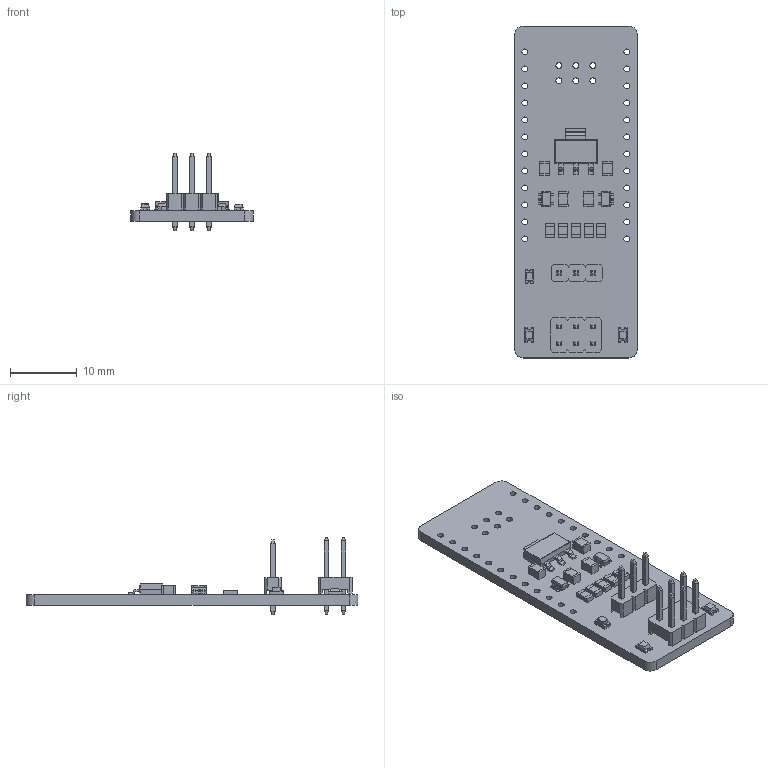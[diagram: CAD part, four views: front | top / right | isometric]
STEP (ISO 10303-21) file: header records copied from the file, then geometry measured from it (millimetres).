
FILE_DESCRIPTION(('Open CASCADE Model'),'2;1');
FILE_NAME('Open CASCADE Shape Model','2019-08-04T10:19:29',('Author'),( 'Open CASCADE'),'Open CASCADE STEP processor 6.8','Open CASCADE 6.8' ,'Unknown');
FILE_SCHEMA(('AUTOMOTIVE_DESIGN { 1 0 10303 214 1 1 1 1 }'));
Length unit declared in the file: millimetre
Products named in the file (27): PCB; Board; R3; RES_0805_(2012_metric); R4; R5; R2; R1; J2; Header-male-straight-2x3; IC4; SOT353-1; D3; LED-0805-red; D2; D1; LED-0805-green; C4; CAP_0805; C3; C1; C2; IC3; IC1; SOT-223; J1; Header-male-straight-1x3
Assembly tree (35 placements, depth 3):
  PCB
    Board
    R3
      RES_0805_(2012_metric)
    R4
      RES_0805_(2012_metric)
    R5
      RES_0805_(2012_metric)
    R2
      RES_0805_(2012_metric)
    R1
      RES_0805_(2012_metric)
    J2
      Header-male-straight-2x3
    IC4
      SOT353-1
    D3
      LED-0805-red
    D2
      LED-0805-red
    D1
      LED-0805-green
    C4
      CAP_0805
    C3
      CAP_0805
    C1
      CAP_0805
    C2
      CAP_0805
    IC3
      SOT353-1
    IC1
      SOT-223
    J1
      Header-male-straight-1x3
Bounding box: 18.3 x 49.6 x 11.6 mm (x, y, z)
Volume: 1632.1 mm3; surface area: 2889.3 mm2
Topology: 28 solids, 28 shells, 1238 faces, 2994 edges, 1792 vertices
Faces by surface type: plane 736, cylinder 342, sphere 80, torus 80
Full cylindrical faces by diameter (mm): 0.9 x39
Entity records: 26829 total; most frequent: DIRECTION 3864, CARTESIAN_POINT 3790, ORIENTED_EDGE 3644, EDGE_CURVE 1822, LINE 1332, VECTOR 1332, AXIS2_PLACEMENT_3D 1266, VERTEX_POINT 1112
